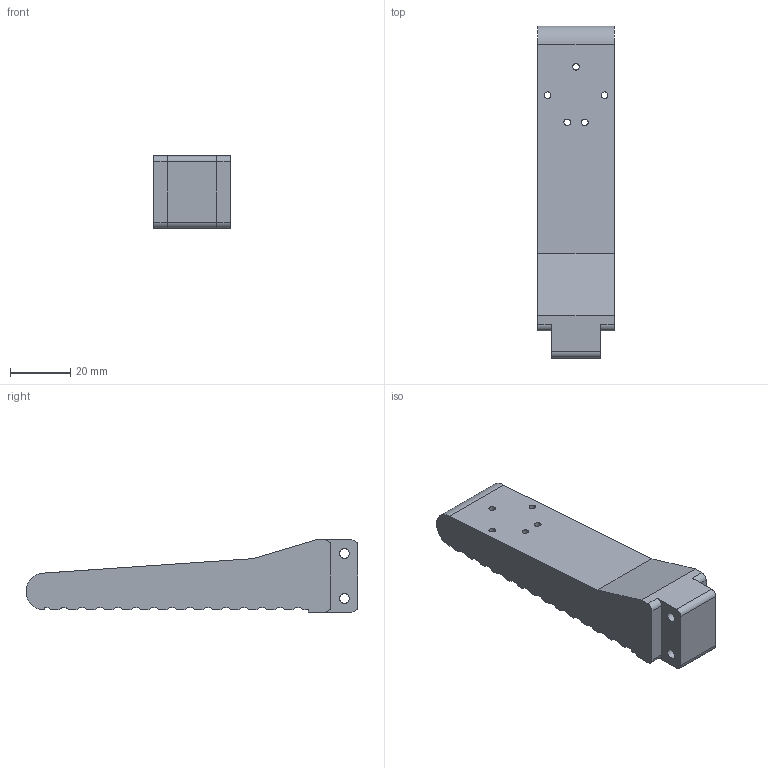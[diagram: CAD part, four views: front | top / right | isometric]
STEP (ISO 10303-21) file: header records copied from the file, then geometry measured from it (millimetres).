
FILE_DESCRIPTION(/* description */ (''),/* implementation_level */ '2;1');
FILE_NAME(/* name */ '207c13d7-64fa-490c-bf72-cd72f31bb282.stp',/* time_stamp */ '2017-09-04T07:57:09+00:00',/* author */ (''),/* organization */ (''),/* preprocessor_version */ 'ST-DEVELOPER v16.13',/* originating_system */ 'Autodesk Translation Framework v6.1.1.50',/* authorisation */ '');
FILE_SCHEMA (('AUTOMOTIVE_DESIGN { 1 0 10303 214 3 1 1 }'));
Length unit declared in the file: millimetre
Products named in the file (1): thumb_part v4
Bounding box: 25.5 x 110.62 x 24 mm (x, y, z)
Volume: 38483.2 mm3; surface area: 11789.6 mm2
Topology: 1 solids, 1 shells, 149 faces, 440 edges, 297 vertices
Faces by surface type: plane 126, cylinder 17, bspline 6
Full cylindrical faces by diameter (mm): 2.2 x5, 3.2 x2
Entity records: 8964 total; most frequent: CARTESIAN_POINT 4928, ORIENTED_EDGE 856, DIRECTION 806, EDGE_CURVE 428, LINE 314, VECTOR 314, VERTEX_POINT 292, AXIS2_PLACEMENT_3D 246
